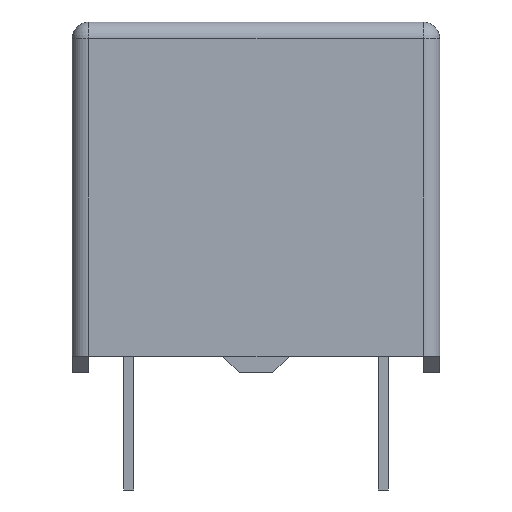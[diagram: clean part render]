
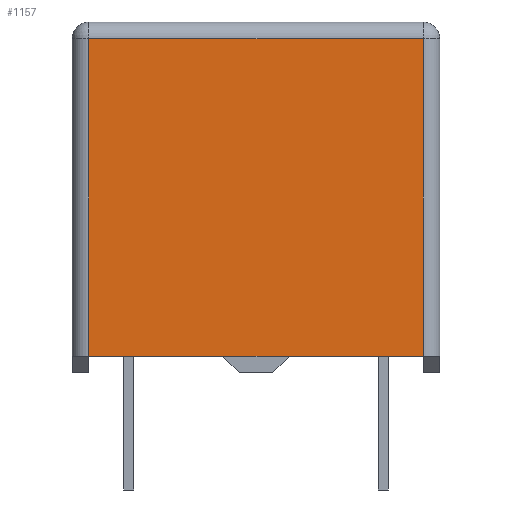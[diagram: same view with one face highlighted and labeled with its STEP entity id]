
A CAD part, left-side view. The second image highlights one B-rep face of the part: STEP entity #1157.
In plain terms, the highlighted free-form (B-spline) face has degree [1, 1] with [2, 2] control points.
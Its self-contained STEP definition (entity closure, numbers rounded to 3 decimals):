
#747=CARTESIAN_POINT('',(-10.1,-5.,10.0));
#748=VERTEX_POINT('',#747);
#780=CARTESIAN_POINT('',(-10.1,5.,10.0));
#781=VERTEX_POINT('',#780);
#999=CARTESIAN_POINT('',(-10.1,5.,10.0));
#1000=DIRECTION('',(0.0,-1.0,0.0));
#1001=VECTOR('',#1000,10.0);
#1002=LINE('',#999,#1001);
#1003=EDGE_CURVE('',#781,#748,#1002,.T.);
#1017=CARTESIAN_POINT('',(-10.1,5.,0.5));
#1018=VERTEX_POINT('',#1017);
#1026=CARTESIAN_POINT('',(-10.1,5.,0.5));
#1027=DIRECTION('',(0.0,0.0,1.0));
#1028=VECTOR('',#1027,9.5);
#1029=LINE('',#1026,#1028);
#1030=EDGE_CURVE('',#1018,#781,#1029,.T.);
#1047=CARTESIAN_POINT('',(-10.1,-5.,0.5));
#1048=VERTEX_POINT('',#1047);
#1065=CARTESIAN_POINT('',(-10.1,-5.,10.0));
#1066=DIRECTION('',(0.0,0.0,-1.0));
#1067=VECTOR('',#1066,9.5);
#1068=LINE('',#1065,#1067);
#1069=EDGE_CURVE('',#748,#1048,#1068,.T.);
#1118=CARTESIAN_POINT('',(-10.1,5.,0.5));
#1119=DIRECTION('',(0.0,-1.0,0.0));
#1120=VECTOR('',#1119,10.0);
#1121=LINE('',#1118,#1120);
#1122=EDGE_CURVE('',#1018,#1048,#1121,.T.);
#1146=CARTESIAN_POINT('',(-10.1,5.,0.5));
#1147=CARTESIAN_POINT('',(-10.1,5.,10.0));
#1148=CARTESIAN_POINT('',(-10.1,-5.,0.5));
#1149=CARTESIAN_POINT('',(-10.1,-5.,10.0));
#1150=B_SPLINE_SURFACE_WITH_KNOTS('',1,1,((#1146,#1148),(#1147,#1149)),.UNSPECIFIED.,.F.,.F.,.U.,(2,2),(2,2),(0.0,9.5),(0.0,10.0),.UNSPECIFIED.);
#1151=ORIENTED_EDGE('',*,*,#1030,.F.);
#1152=ORIENTED_EDGE('',*,*,#1122,.T.);
#1153=ORIENTED_EDGE('',*,*,#1069,.F.);
#1154=ORIENTED_EDGE('',*,*,#1003,.F.);
#1155=EDGE_LOOP('',(#1151,#1152,#1153,#1154));
#1156=FACE_OUTER_BOUND('',#1155,.T.);
#1157=ADVANCED_FACE('',(#1156),#1150,.F.);
